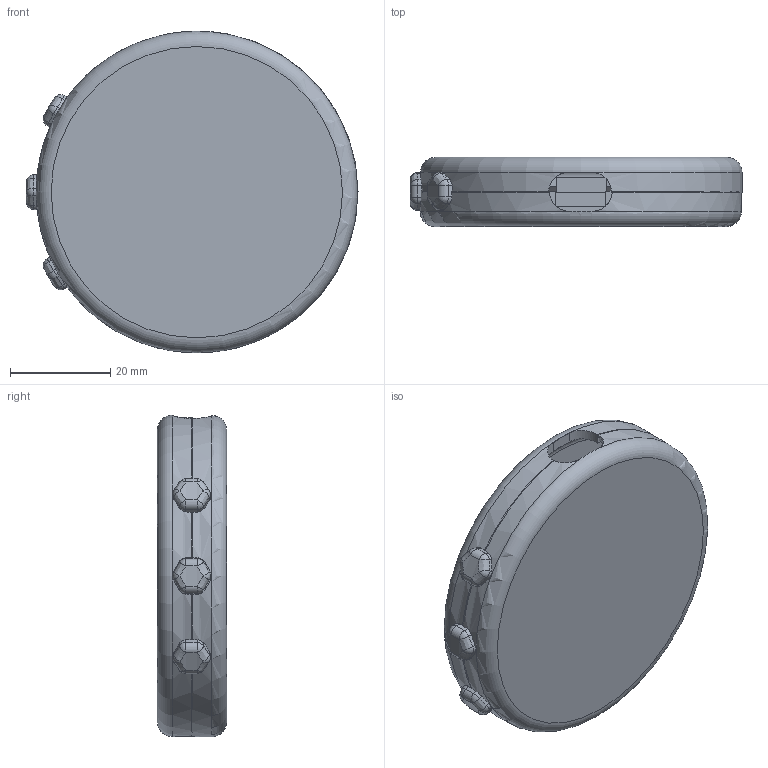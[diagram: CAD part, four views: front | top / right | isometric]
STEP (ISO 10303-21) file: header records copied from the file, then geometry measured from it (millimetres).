
FILE_DESCRIPTION(/* description */ (''),/* implementation_level */ '2;1');
FILE_NAME(/* name */ 'Cyberpuck Compass Mouse.step',/* time_stamp */ '2024-09-01T12:55:09+01:00',/* author */ (''),/* organization */ (''),/* preprocessor_version */ 'ST-DEVELOPER v20',/* originating_system */ 'Autodesk Translation Framework v13.14.0.145',/* authorisation */ '');
FILE_SCHEMA (('AUTOMOTIVE_DESIGN { 1 0 10303 214 3 1 1 }'));
Length unit declared in the file: millimetre
Products named in the file (4): Compass Mouse; side; side 2; button
Assembly tree (3 placements, depth 2):
  Compass Mouse
    side
    side 2
    button
Bounding box: 66.09 x 13.78 x 64.07 mm (x, y, z)
Volume: 21411.1 mm3; surface area: 21080.1 mm2
Topology: 5 solids, 5 shells, 318 faces, 820 edges, 519 vertices
Faces by surface type: plane 189, cylinder 87, sphere 18, bspline 16, torus 8
Full cylindrical faces by diameter (mm): 64 x1
Entity records: 10479 total; most frequent: CARTESIAN_POINT 2603, ORIENTED_EDGE 1646, DIRECTION 1616, EDGE_CURVE 823, AXIS2_PLACEMENT_3D 566, VERTEX_POINT 519, LINE 484, VECTOR 484
